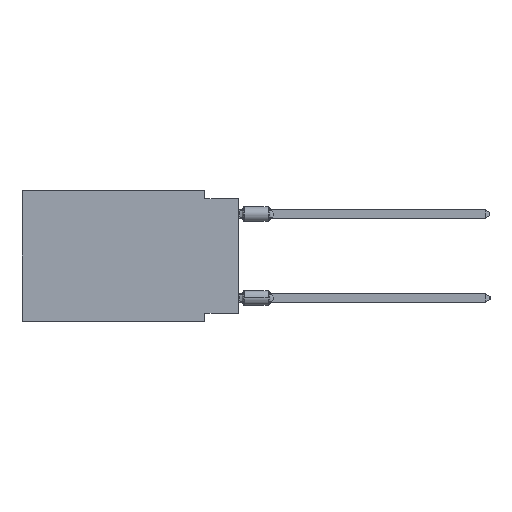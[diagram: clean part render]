
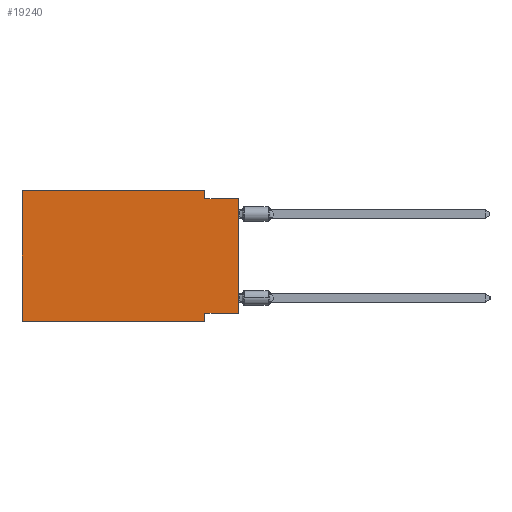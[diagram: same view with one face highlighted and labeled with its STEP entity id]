
A CAD part, left-side view. The second image highlights one B-rep face of the part: STEP entity #19240.
In plain terms, the highlighted planar face has unit normal (-1, 0, 0).
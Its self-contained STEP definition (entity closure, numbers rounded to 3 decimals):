
#82 = CARTESIAN_POINT ( 'NONE',  ( 0., 2.54, -9.906 ) ) ;
#395 = VECTOR ( 'NONE', #24764, 1000. ) ;
#500 = EDGE_CURVE ( 'NONE', #52428, #17199, #24029, .T. ) ;
#2390 = VERTEX_POINT ( 'NONE', #22112 ) ;
#3058 = ORIENTED_EDGE ( 'NONE', *, *, #41263, .F. ) ;
#3706 = ORIENTED_EDGE ( 'NONE', *, *, #30089, .F. ) ;
#4255 = LINE ( 'NONE', #60167, #40527 ) ;
#4259 = CARTESIAN_POINT ( 'NONE',  ( 0., 16.383, -9.906 ) ) ;
#4359 = CARTESIAN_POINT ( 'NONE',  ( 0., 16.383, 0. ) ) ;
#6684 = CARTESIAN_POINT ( 'NONE',  ( 0., 2.54, 0. ) ) ;
#9951 = VECTOR ( 'NONE', #46322, 1000. ) ;
#15148 = CARTESIAN_POINT ( 'NONE',  ( 0., 16.383, 0. ) ) ;
#15435 = ORIENTED_EDGE ( 'NONE', *, *, #55275, .F. ) ;
#15800 = ORIENTED_EDGE ( 'NONE', *, *, #500, .T. ) ;
#16034 = VECTOR ( 'NONE', #47214, 1000. ) ;
#17199 = VERTEX_POINT ( 'NONE', #59178 ) ;
#17282 = CARTESIAN_POINT ( 'NONE',  ( 0., 0., -0.635 ) ) ;
#17376 = LINE ( 'NONE', #6684, #16034 ) ;
#17390 = EDGE_CURVE ( 'NONE', #34416, #49360, #4255, .T. ) ;
#18585 = ORIENTED_EDGE ( 'NONE', *, *, #49842, .F. ) ;
#19240 = ADVANCED_FACE ( 'NONE', ( #57169 ), #57495, .F. ) ;
#19751 = LINE ( 'NONE', #4359, #395 ) ;
#21393 = ORIENTED_EDGE ( 'NONE', *, *, #17390, .T. ) ;
#21925 = CARTESIAN_POINT ( 'NONE',  ( 0., 16.383, 0. ) ) ;
#22112 = CARTESIAN_POINT ( 'NONE',  ( 0., 2.54, -9.271 ) ) ;
#22300 = VECTOR ( 'NONE', #28731, 1000. ) ;
#23585 = VERTEX_POINT ( 'NONE', #21925 ) ;
#24029 = LINE ( 'NONE', #34401, #50910 ) ;
#24764 = DIRECTION ( 'NONE',  ( 0., -1., 0. ) ) ;
#24968 = CARTESIAN_POINT ( 'NONE',  ( 0., 0., -9.271 ) ) ;
#25033 = CARTESIAN_POINT ( 'NONE',  ( 0., 2.54, 0. ) ) ;
#27015 = DIRECTION ( 'NONE',  ( 1., 0., 0. ) ) ;
#28731 = DIRECTION ( 'NONE',  ( 0., 1., 0. ) ) ;
#30089 = EDGE_CURVE ( 'NONE', #47699, #61127, #17376, .T. ) ;
#31207 = LINE ( 'NONE', #15148, #40709 ) ;
#31384 = CARTESIAN_POINT ( 'NONE',  ( 0., 16.383, 0. ) ) ;
#33148 = VECTOR ( 'NONE', #51561, 1000. ) ;
#34401 = CARTESIAN_POINT ( 'NONE',  ( 0., 0., 0. ) ) ;
#34416 = VERTEX_POINT ( 'NONE', #4259 ) ;
#35590 = DIRECTION ( 'NONE',  ( 0., 0., 1. ) ) ;
#39453 = LINE ( 'NONE', #48512, #22300 ) ;
#40527 = VECTOR ( 'NONE', #59526, 1000. ) ;
#40709 = VECTOR ( 'NONE', #35590, 1000. ) ;
#40959 = AXIS2_PLACEMENT_3D ( 'NONE', #31384, #27015, #43088 ) ;
#41263 = EDGE_CURVE ( 'NONE', #23585, #47699, #19751, .T. ) ;
#43088 = DIRECTION ( 'NONE',  ( 0., 0., -1. ) ) ;
#44207 = EDGE_LOOP ( 'NONE', ( #15800, #18585, #3706, #3058, #59609, #21393, #15435, #64945 ) ) ;
#44481 = DIRECTION ( 'NONE',  ( 0., 0., 1. ) ) ;
#46322 = DIRECTION ( 'NONE',  ( 0., 0., -1. ) ) ;
#47214 = DIRECTION ( 'NONE',  ( 0., 0., -1. ) ) ;
#47569 = EDGE_CURVE ( 'NONE', #52428, #2390, #39453, .T. ) ;
#47699 = VERTEX_POINT ( 'NONE', #25033 ) ;
#47793 = LINE ( 'NONE', #17282, #33148 ) ;
#48512 = CARTESIAN_POINT ( 'NONE',  ( 0., 0., -9.271 ) ) ;
#49360 = VERTEX_POINT ( 'NONE', #82 ) ;
#49842 = EDGE_CURVE ( 'NONE', #61127, #17199, #47793, .T. ) ;
#50495 = EDGE_CURVE ( 'NONE', #34416, #23585, #31207, .T. ) ;
#50910 = VECTOR ( 'NONE', #44481, 1000. ) ;
#51032 = CARTESIAN_POINT ( 'NONE',  ( 0., 2.54, -9.906 ) ) ;
#51561 = DIRECTION ( 'NONE',  ( 0., -1., 0. ) ) ;
#52428 = VERTEX_POINT ( 'NONE', #24968 ) ;
#55275 = EDGE_CURVE ( 'NONE', #2390, #49360, #61404, .T. ) ;
#57169 = FACE_OUTER_BOUND ( 'NONE', #44207, .T. ) ;
#57495 = PLANE ( 'NONE',  #40959 ) ;
#59178 = CARTESIAN_POINT ( 'NONE',  ( 0., 0., -0.635 ) ) ;
#59526 = DIRECTION ( 'NONE',  ( 0., -1., 0. ) ) ;
#59609 = ORIENTED_EDGE ( 'NONE', *, *, #50495, .F. ) ;
#60167 = CARTESIAN_POINT ( 'NONE',  ( 0., 16.383, -9.906 ) ) ;
#61127 = VERTEX_POINT ( 'NONE', #65248 ) ;
#61404 = LINE ( 'NONE', #51032, #9951 ) ;
#64945 = ORIENTED_EDGE ( 'NONE', *, *, #47569, .F. ) ;
#65248 = CARTESIAN_POINT ( 'NONE',  ( 0., 2.54, -0.635 ) ) ;
